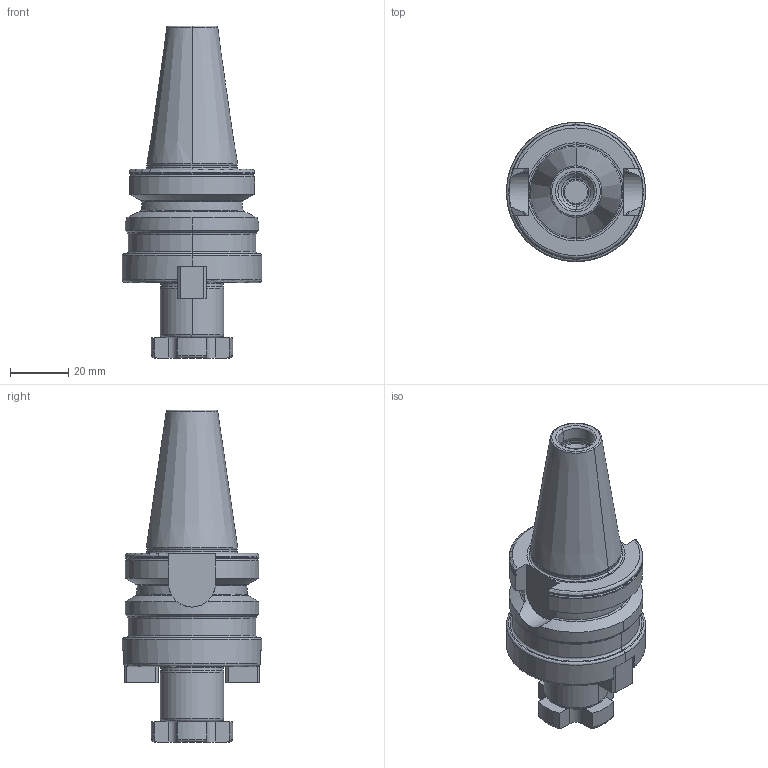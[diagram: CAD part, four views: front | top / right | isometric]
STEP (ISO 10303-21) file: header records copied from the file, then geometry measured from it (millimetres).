
FILE_DESCRIPTION((''),'2;1');
FILE_NAME('DC_305_11_22','2020-09-02T',('104091'),(''),'CREO PARAMETRIC BY PTC INC, 2016260','CREO PARAMETRIC BY PTC INC, 2016260','');
FILE_SCHEMA(('CONFIG_CONTROL_DESIGN'));
Length unit declared in the file: millimetre
Products named in the file (1): DC_305_11_22
Bounding box: 48 x 48 x 114.4 mm (x, y, z)
Volume: 87960.4 mm3; surface area: 20450.3 mm2
Topology: 1 solids, 6 shells, 236 faces, 567 edges, 352 vertices
Faces by surface type: plane 84, cylinder 64, torus 46, cone 42
Entity records: 7190 total; most frequent: CARTESIAN_POINT 1582, DIRECTION 1221, ORIENTED_EDGE 1132, EDGE_CURVE 566, AXIS2_PLACEMENT_3D 483, VERTEX_POINT 350, VECTOR 255, LINE 255
